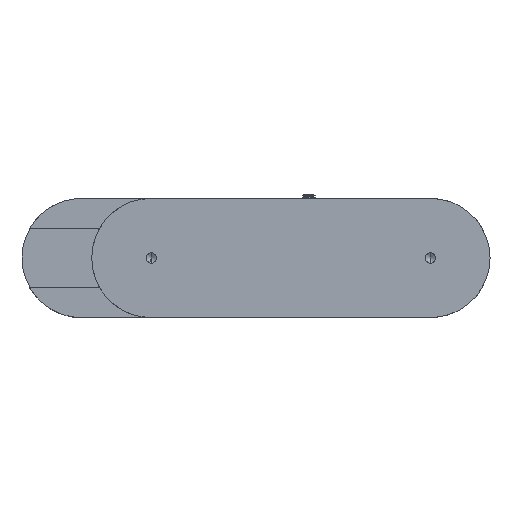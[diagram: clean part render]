
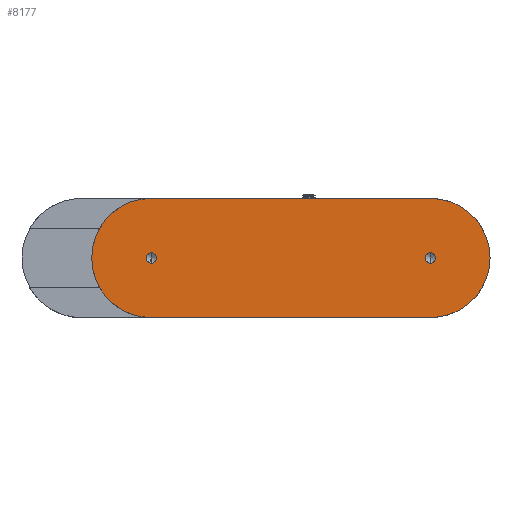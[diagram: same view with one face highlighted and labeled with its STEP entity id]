
A CAD part, top view. The second image highlights one B-rep face of the part: STEP entity #8177.
In plain terms, the highlighted face is planar.
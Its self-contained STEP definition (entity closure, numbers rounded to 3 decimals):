
#403 = CARTESIAN_POINT ( 'NONE',  ( -44.5, 0., -1.65 ) ) ;
#475 = DIRECTION ( 'NONE',  ( 0., 0., 1. ) ) ;
#536 = ORIENTED_EDGE ( 'NONE', *, *, #1716, .F. ) ;
#910 = DIRECTION ( 'NONE',  ( 0., 0., 1. ) ) ;
#961 = DIRECTION ( 'NONE',  ( 0., 0., -1. ) ) ;
#1207 = DIRECTION ( 'NONE',  ( 0., 0., -1. ) ) ;
#1716 = EDGE_CURVE ( 'NONE', #17611, #6352, #11482, .T. ) ;
#1749 = FACE_BOUND ( 'NONE', #2691, .T. ) ;
#1891 = CARTESIAN_POINT ( 'NONE',  ( -44.5, 0., 19. ) ) ;
#2051 = DIRECTION ( 'NONE',  ( -1., 0., 0. ) ) ;
#2396 = EDGE_CURVE ( 'NONE', #5873, #17588, #13005, .T. ) ;
#2511 = CARTESIAN_POINT ( 'NONE',  ( -44.5, 0., 0. ) ) ;
#2686 = DIRECTION ( 'NONE',  ( 0., -1., 0. ) ) ;
#2691 = EDGE_LOOP ( 'NONE', ( #15845, #14430 ) ) ;
#2860 = EDGE_LOOP ( 'NONE', ( #9420, #12053 ) ) ;
#3513 = VECTOR ( 'NONE', #2051, 1000. ) ;
#3870 = DIRECTION ( 'NONE',  ( 0., -1., 0. ) ) ;
#3925 = LINE ( 'NONE', #13817, #10147 ) ;
#4467 = EDGE_CURVE ( 'NONE', #13465, #16411, #6396, .T. ) ;
#4804 = AXIS2_PLACEMENT_3D ( 'NONE', #11845, #12973, #10163 ) ;
#5142 = ORIENTED_EDGE ( 'NONE', *, *, #4467, .F. ) ;
#5262 = CARTESIAN_POINT ( 'NONE',  ( 44.5, 0., 0. ) ) ;
#5443 = CIRCLE ( 'NONE', #6044, 1.65 ) ;
#5462 = CARTESIAN_POINT ( 'NONE',  ( 44.5, 0., 1.65 ) ) ;
#5873 = VERTEX_POINT ( 'NONE', #403 ) ;
#5887 = CARTESIAN_POINT ( 'NONE',  ( -44.5, 0., 1.65 ) ) ;
#5968 = AXIS2_PLACEMENT_3D ( 'NONE', #17092, #2686, #17003 ) ;
#6044 = AXIS2_PLACEMENT_3D ( 'NONE', #5262, #3870, #15640 ) ;
#6352 = VERTEX_POINT ( 'NONE', #1891 ) ;
#6396 = CIRCLE ( 'NONE', #7000, 19. ) ;
#6473 = ORIENTED_EDGE ( 'NONE', *, *, #11837, .T. ) ;
#6751 = DIRECTION ( 'NONE',  ( 0., -1., 0. ) ) ;
#7000 = AXIS2_PLACEMENT_3D ( 'NONE', #16718, #10822, #910 ) ;
#7926 = DIRECTION ( 'NONE',  ( -1., 0., 0. ) ) ;
#8033 = ORIENTED_EDGE ( 'NONE', *, *, #17788, .F. ) ;
#8177 = ADVANCED_FACE ( 'NONE', ( #1749, #17547, #9027 ), #14551, .T. ) ;
#8517 = EDGE_LOOP ( 'NONE', ( #5142, #6473, #536, #8033 ) ) ;
#9027 = FACE_OUTER_BOUND ( 'NONE', #8517, .T. ) ;
#9420 = ORIENTED_EDGE ( 'NONE', *, *, #2396, .F. ) ;
#9556 = CARTESIAN_POINT ( 'NONE',  ( 44.5, 0., 0. ) ) ;
#9818 = EDGE_CURVE ( 'NONE', #14653, #12759, #5443, .T. ) ;
#10147 = VECTOR ( 'NONE', #7926, 1000. ) ;
#10163 = DIRECTION ( 'NONE',  ( 0., 0., -1. ) ) ;
#10822 = DIRECTION ( 'NONE',  ( 0., 1., 0. ) ) ;
#11034 = CARTESIAN_POINT ( 'NONE',  ( 90., 0., 19. ) ) ;
#11299 = DIRECTION ( 'NONE',  ( 0., -1., 0. ) ) ;
#11482 = CIRCLE ( 'NONE', #12679, 19. ) ;
#11752 = CARTESIAN_POINT ( 'NONE',  ( 44.5, 0., -1.65 ) ) ;
#11837 = EDGE_CURVE ( 'NONE', #13465, #6352, #12446, .T. ) ;
#11845 = CARTESIAN_POINT ( 'NONE',  ( 90., 0., 19. ) ) ;
#12053 = ORIENTED_EDGE ( 'NONE', *, *, #16794, .F. ) ;
#12254 = AXIS2_PLACEMENT_3D ( 'NONE', #9556, #6751, #961 ) ;
#12446 = LINE ( 'NONE', #11034, #3513 ) ;
#12679 = AXIS2_PLACEMENT_3D ( 'NONE', #15670, #13288, #475 ) ;
#12759 = VERTEX_POINT ( 'NONE', #5462 ) ;
#12973 = DIRECTION ( 'NONE',  ( 0., -1., 0. ) ) ;
#13005 = CIRCLE ( 'NONE', #14497, 1.65 ) ;
#13288 = DIRECTION ( 'NONE',  ( 0., 1., 0. ) ) ;
#13465 = VERTEX_POINT ( 'NONE', #18502 ) ;
#13817 = CARTESIAN_POINT ( 'NONE',  ( 90., 0., -19. ) ) ;
#14015 = CIRCLE ( 'NONE', #12254, 1.65 ) ;
#14165 = EDGE_CURVE ( 'NONE', #12759, #14653, #14015, .T. ) ;
#14340 = CIRCLE ( 'NONE', #5968, 1.65 ) ;
#14430 = ORIENTED_EDGE ( 'NONE', *, *, #14165, .F. ) ;
#14497 = AXIS2_PLACEMENT_3D ( 'NONE', #2511, #11299, #1207 ) ;
#14551 = PLANE ( 'NONE',  #4804 ) ;
#14653 = VERTEX_POINT ( 'NONE', #11752 ) ;
#15618 = CARTESIAN_POINT ( 'NONE',  ( -44.5, 0., -19. ) ) ;
#15640 = DIRECTION ( 'NONE',  ( 0., 0., -1. ) ) ;
#15670 = CARTESIAN_POINT ( 'NONE',  ( -44.5, 0., 0. ) ) ;
#15845 = ORIENTED_EDGE ( 'NONE', *, *, #9818, .F. ) ;
#16411 = VERTEX_POINT ( 'NONE', #17665 ) ;
#16718 = CARTESIAN_POINT ( 'NONE',  ( 44.5, 0., 0. ) ) ;
#16794 = EDGE_CURVE ( 'NONE', #17588, #5873, #14340, .T. ) ;
#17003 = DIRECTION ( 'NONE',  ( 0., 0., -1. ) ) ;
#17092 = CARTESIAN_POINT ( 'NONE',  ( -44.5, 0., 0. ) ) ;
#17547 = FACE_BOUND ( 'NONE', #2860, .T. ) ;
#17588 = VERTEX_POINT ( 'NONE', #5887 ) ;
#17611 = VERTEX_POINT ( 'NONE', #15618 ) ;
#17665 = CARTESIAN_POINT ( 'NONE',  ( 44.5, 0., -19. ) ) ;
#17788 = EDGE_CURVE ( 'NONE', #16411, #17611, #3925, .T. ) ;
#18502 = CARTESIAN_POINT ( 'NONE',  ( 44.5, 0., 19. ) ) ;
